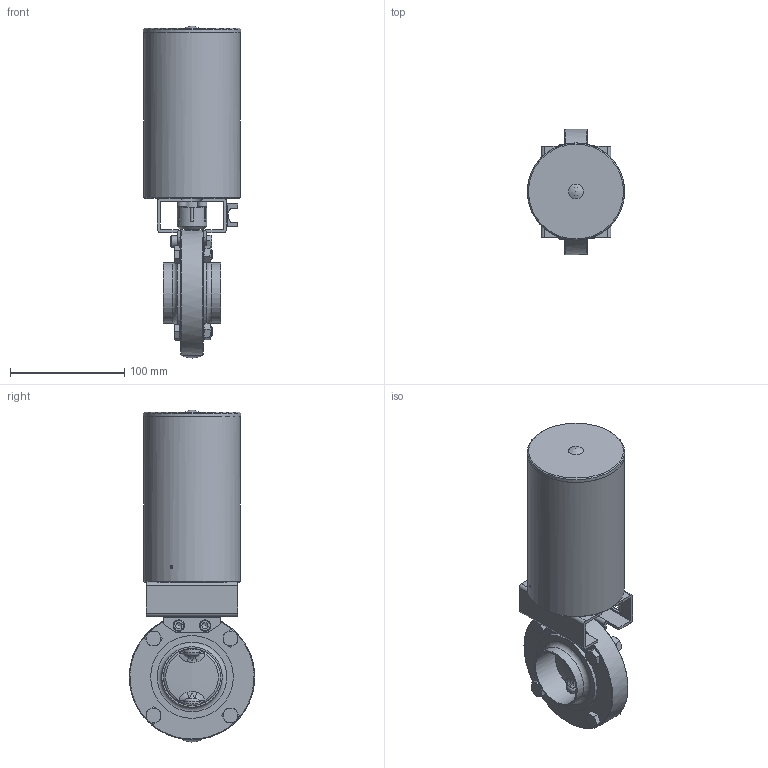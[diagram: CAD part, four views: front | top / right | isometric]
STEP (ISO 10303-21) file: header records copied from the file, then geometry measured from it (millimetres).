
FILE_DESCRIPTION((''),'2;1');
FILE_NAME('52240050XX20.stp','2015-01-08T14:07:34',('hehmen'),(''),'Autodesk Inventor 2011','Autodesk Inventor 2011','');
FILE_SCHEMA(('AUTOMOTIVE_DESIGN { 1 0 10303 214 1 1 1 1 }'));
Length unit declared in the file: millimetre
Products named in the file (1): 52240050XX20
Bounding box: 85.2 x 110 x 291 mm (x, y, z)
Volume: 447993.7 mm3; surface area: 185136.7 mm2
Topology: 2 solids, 15 shells, 618 faces, 1504 edges, 935 vertices
Faces by surface type: plane 327, cylinder 135, cone 84, bspline 37, torus 28, sphere 7
Full cylindrical faces by diameter (mm): 2.5 x1, 4.134 x5, 5 x4, 5.2 x4, 6 x2, 7 x1, 7.2 x2, 7.323 x4, 8 x9, 8.5 x8, 9 x1, 10 x2, 10.2 x1, 10.8 x1, 11.4 x4, 11.98 x2, 12 x2, 12.8 x1, 14.2 x2, 18.5 x1, 19 x3, 19.5 x1, 20 x3, 23 x1, 26 x2, 26.3 x1, 26.6 x1, 28 x1, 50 x2, 53 x2
Entity records: 18611 total; most frequent: CARTESIAN_POINT 4926, DIRECTION 2662, ORIENTED_EDGE 2570, EDGE_CURVE 1285, AXIS2_PLACEMENT_3D 1072, VERTEX_POINT 871, EDGE_LOOP 836, FACE_OUTER_BOUND 617
